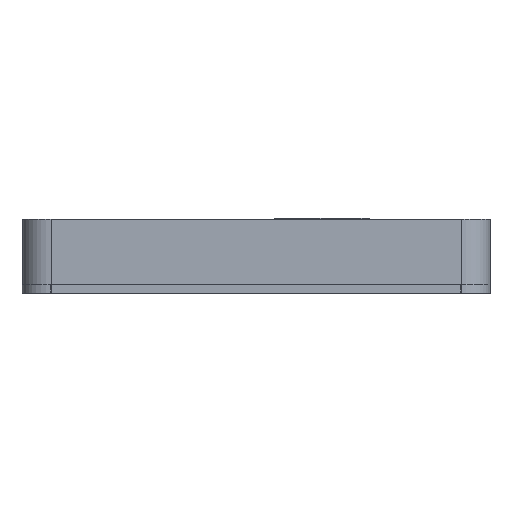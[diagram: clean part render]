
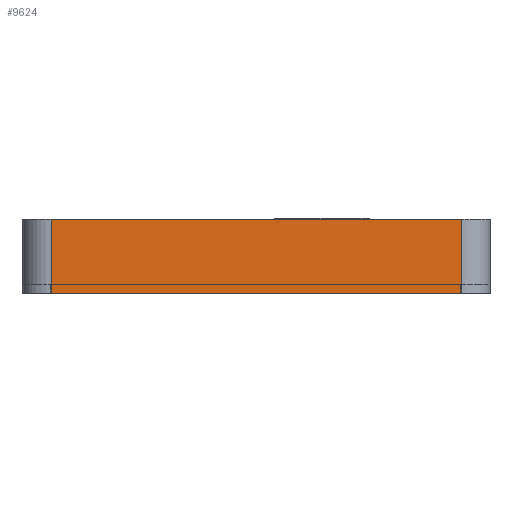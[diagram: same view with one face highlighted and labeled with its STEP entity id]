
A CAD part, front view. The second image highlights one B-rep face of the part: STEP entity #9624.
In plain terms, the highlighted planar face has unit normal (0, -1, 0).
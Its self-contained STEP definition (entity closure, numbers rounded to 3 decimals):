
#1625=FACE_OUTER_BOUND('',#2296,.T.);
#2296=EDGE_LOOP('',(#8671,#8672,#8673,#8674));
#2688=LINE('',#14742,#3445);
#2999=LINE('',#18097,#3756);
#3002=LINE('',#18104,#3759);
#3020=LINE('',#18152,#3777);
#3445=VECTOR('',#11085,10.);
#3756=VECTOR('',#11552,10.);
#3759=VECTOR('',#11559,10.);
#3777=VECTOR('',#11601,10.);
#4327=VERTEX_POINT('',#14728);
#4333=VERTEX_POINT('',#14740);
#4718=VERTEX_POINT('',#18093);
#4721=VERTEX_POINT('',#18103);
#5472=EDGE_CURVE('',#4327,#4333,#2688,.T.);
#6046=EDGE_CURVE('',#4327,#4718,#2999,.T.);
#6049=EDGE_CURVE('',#4718,#4721,#3002,.T.);
#6074=EDGE_CURVE('',#4721,#4333,#3020,.T.);
#8671=ORIENTED_EDGE('',*,*,#6046,.F.);
#8672=ORIENTED_EDGE('',*,*,#5472,.T.);
#8673=ORIENTED_EDGE('',*,*,#6074,.F.);
#8674=ORIENTED_EDGE('',*,*,#6049,.F.);
#9148=PLANE('',#10111);
#9624=ADVANCED_FACE('',(#1625),#9148,.T.);
#10111=AXIS2_PLACEMENT_3D('',#18153,#11602,#11603);
#11085=DIRECTION('',(-1.,0.,0.));
#11552=DIRECTION('',(0.,0.,-1.));
#11559=DIRECTION('',(-1.,0.,0.));
#11601=DIRECTION('',(0.,0.,1.));
#11602=DIRECTION('center_axis',(0.,-1.,0.));
#11603=DIRECTION('ref_axis',(-1.,0.,0.));
#14728=CARTESIAN_POINT('',(166.925,-129.063,0.));
#14740=CARTESIAN_POINT('',(95.013,-129.063,0.));
#14742=CARTESIAN_POINT('',(171.925,-129.063,0.));
#18093=CARTESIAN_POINT('',(166.925,-129.063,-13.));
#18097=CARTESIAN_POINT('',(166.925,-129.063,0.));
#18103=CARTESIAN_POINT('',(95.013,-129.063,-13.));
#18104=CARTESIAN_POINT('',(171.925,-129.063,-13.));
#18152=CARTESIAN_POINT('',(95.013,-129.063,0.));
#18153=CARTESIAN_POINT('Origin',(171.925,-129.063,0.));
